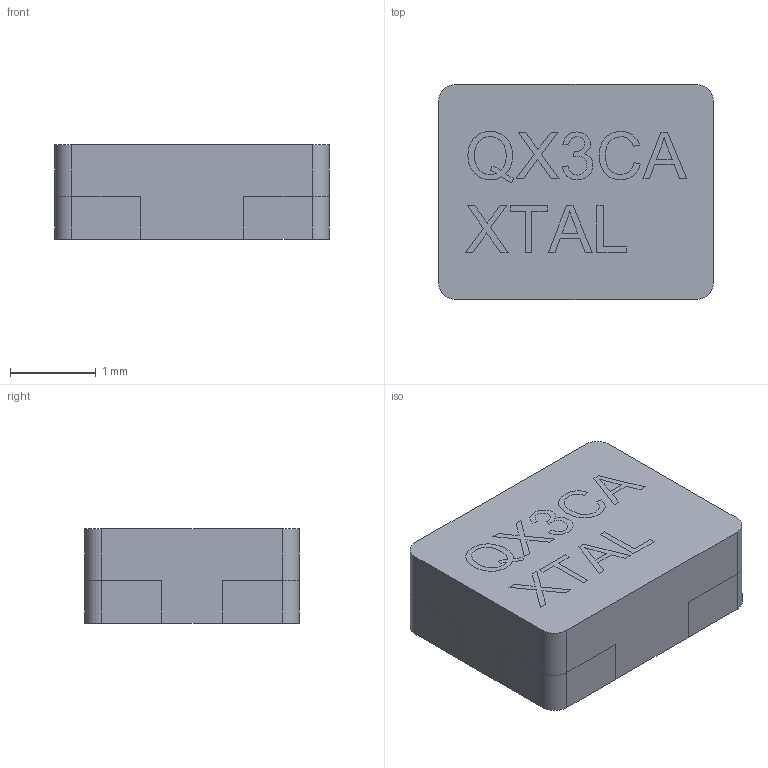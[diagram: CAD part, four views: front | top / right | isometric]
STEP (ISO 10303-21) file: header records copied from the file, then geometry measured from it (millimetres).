
FILE_DESCRIPTION (( 'STEP AP203' ), '1' );
FILE_NAME ('User Library-Xtal SMD QUANTEK QX3CA.STEP', '2018-09-15T13:11:54', ( '' ), ( '' ), 'SwSTEP 2.0', 'SolidWorks 2018', '' );
FILE_SCHEMA (( 'CONFIG_CONTROL_DESIGN' ));
Length unit declared in the file: millimetre
Products named in the file (7): User Library-Xtal SMD QUANTEK QX3CA_Pin_3; User Library-Xtal SMD QUANTEK QX3CA_Pin_4; User Library-Xtal SMD QUANTEK QX3CA_Pin; User Library-Xtal SMD QUANTEK QX3CA_Tekst; User Library-Xtal SMD QUANTEK QX3CA; User Library-Xtal SMD QUANTEK QX3CA_Pin_2; User Library-Xtal SMD QUANTEK QX3CA_Body
Assembly tree (6 placements, depth 2):
  User Library-Xtal SMD QUANTEK QX3CA
    User Library-Xtal SMD QUANTEK QX3CA_Body
    User Library-Xtal SMD QUANTEK QX3CA_Pin
    User Library-Xtal SMD QUANTEK QX3CA_Pin_2
    User Library-Xtal SMD QUANTEK QX3CA_Pin_3
    User Library-Xtal SMD QUANTEK QX3CA_Pin_4
    User Library-Xtal SMD QUANTEK QX3CA_Tekst
Bounding box: 3.2 x 2.5 x 1.1 mm (x, y, z)
Volume: 8.8 mm3; surface area: 48.8 mm2
Topology: 14 solids, 14 shells, 600 faces, 1680 edges, 1120 vertices
Faces by surface type: plane 592, cylinder 8
Entity records: 19637 total; most frequent: CARTESIAN_POINT 3409, ORIENTED_EDGE 3360, DIRECTION 2914, EDGE_CURVE 1680, VECTOR 1664, LINE 1664, VERTEX_POINT 1120, AXIS2_PLACEMENT_3D 625
